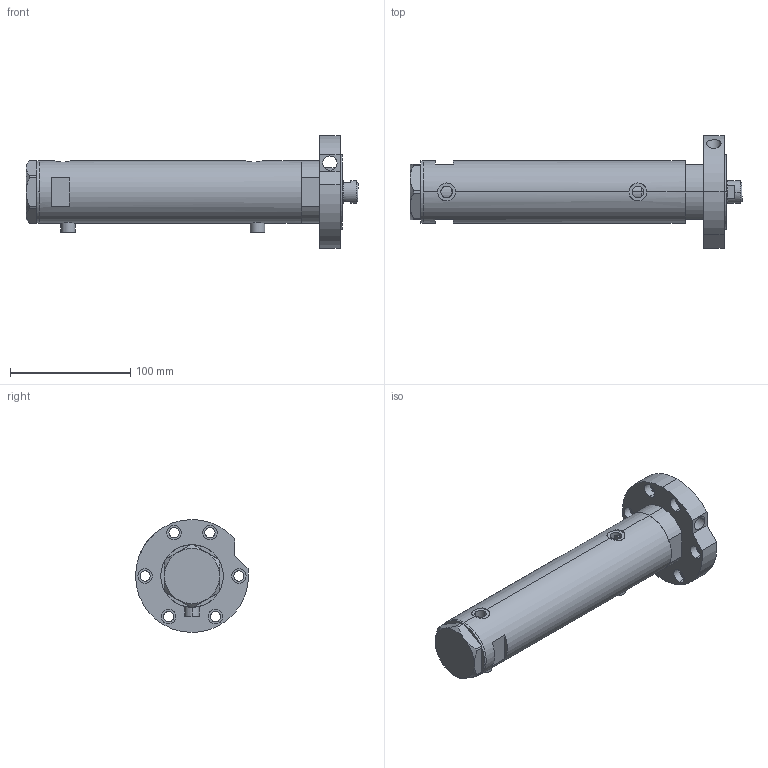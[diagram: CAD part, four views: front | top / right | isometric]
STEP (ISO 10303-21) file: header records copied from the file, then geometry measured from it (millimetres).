
FILE_DESCRIPTION (( 'STEP AP203' ), '1' );
FILE_NAME ('94df.STEP', '2024-02-11T12:49:59', ( '' ), ( '' ), 'SwSTEP 2.0', 'SolidWorks 2019', '' );
FILE_SCHEMA (( 'CONFIG_CONTROL_DESIGN' ));
Length unit declared in the file: millimetre
Products named in the file (6): V270CG_VC 521cc1d3fc4172f90eb9854ff9d0dca6; V270CG_RF211E 521cc1d3fc4172f90eb9854ff9d0dca6; V270CG_FRONT 521cc1d3fc4172f90eb9854ff9d0dca6; V270CG_BACK 521cc1d3fc4172f90eb9854ff9d0dca6; V270CG_MIDDLE 521cc1d3fc4172f90eb9854ff9d0dca6; 94df
Assembly tree (5 placements, depth 2):
  94df
    V270CG_MIDDLE 521cc1d3fc4172f90eb9854ff9d0dca6
    V270CG_BACK 521cc1d3fc4172f90eb9854ff9d0dca6
    V270CG_FRONT 521cc1d3fc4172f90eb9854ff9d0dca6
    V270CG_VC 521cc1d3fc4172f90eb9854ff9d0dca6
    V270CG_RF211E 521cc1d3fc4172f90eb9854ff9d0dca6
Bounding box: 276.3 x 93.96 x 94 mm (x, y, z)
Volume: 573865.8 mm3; surface area: 129935.1 mm2
Topology: 5 solids, 5 shells, 178 faces, 415 edges, 259 vertices
Faces by surface type: cylinder 82, plane 76, cone 16, torus 4
Entity records: 6474 total; most frequent: CARTESIAN_POINT 1653, DIRECTION 939, ORIENTED_EDGE 826, EDGE_CURVE 413, AXIS2_PLACEMENT_3D 384, VERTEX_POINT 259, EDGE_LOOP 218, CIRCLE 198
